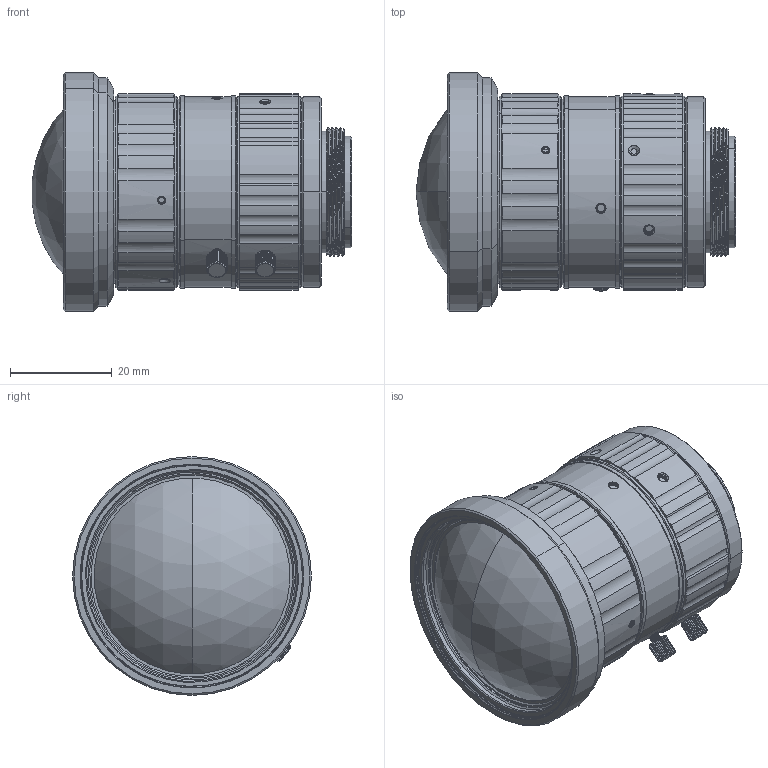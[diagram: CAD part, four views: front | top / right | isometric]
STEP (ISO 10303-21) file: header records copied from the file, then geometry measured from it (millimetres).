
FILE_DESCRIPTION (( 'STEP AP203' ), '1' );
FILE_NAME ('600063.STEP', '2022-02-14T01:19:58', ( '' ), ( '' ), 'SwSTEP 2.0', 'SolidWorks 2020', '' );
FILE_SCHEMA (( 'CONFIG_CONTROL_DESIGN' ));
Length unit declared in the file: millimetre
Products named in the file (1): 600063
Bounding box: 62.96 x 47 x 47 mm (x, y, z)
Volume: 67841 mm3; surface area: 21952.3 mm2
Topology: 10 solids, 11 shells, 1025 faces, 2656 edges, 1703 vertices
Faces by surface type: cylinder 412, plane 251, bspline 178, cone 158, sphere 14, torus 12
Entity records: 63055 total; most frequent: CARTESIAN_POINT 40364, ORIENTED_EDGE 5312, DIRECTION 3785, EDGE_CURVE 2656, VERTEX_POINT 1703, AXIS2_PLACEMENT_3D 1519, B_SPLINE_CURVE_WITH_KNOTS 1238, EDGE_LOOP 1081
